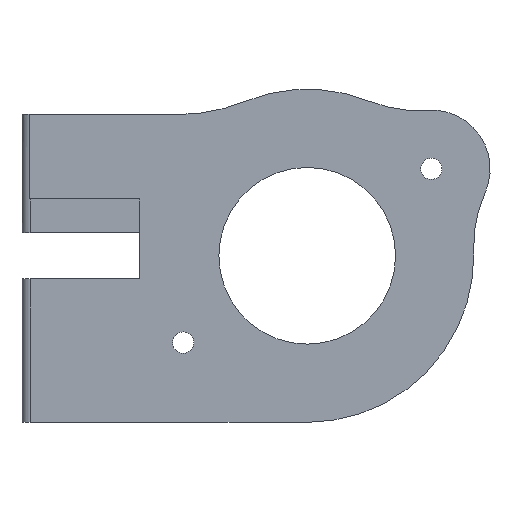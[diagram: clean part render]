
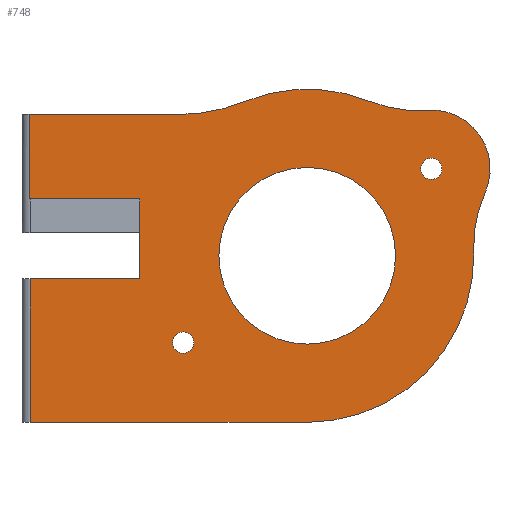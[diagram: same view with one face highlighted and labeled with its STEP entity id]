
A CAD part, front view. The second image highlights one B-rep face of the part: STEP entity #748.
In plain terms, the highlighted planar face has unit normal (0, -1, 0).
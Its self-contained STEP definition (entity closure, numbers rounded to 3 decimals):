
#19=FACE_BOUND('',#99,.T.);
#20=FACE_BOUND('',#100,.T.);
#21=FACE_BOUND('',#101,.T.);
#32=PLANE('',#812);
#54=FACE_OUTER_BOUND('',#98,.T.);
#98=EDGE_LOOP('',(#526,#527,#528,#529,#530,#531,#532,#533,#534,#535,#536,
#537,#538,#539));
#99=EDGE_LOOP('',(#540));
#100=EDGE_LOOP('',(#541));
#101=EDGE_LOOP('',(#542));
#150=LINE('',#1149,#214);
#154=LINE('',#1158,#218);
#157=LINE('',#1170,#221);
#158=LINE('',#1172,#222);
#159=LINE('',#1174,#223);
#160=LINE('',#1176,#224);
#161=LINE('',#1178,#225);
#162=LINE('',#1180,#226);
#214=VECTOR('',#907,10.);
#218=VECTOR('',#915,10.);
#221=VECTOR('',#926,10.);
#222=VECTOR('',#927,10.);
#223=VECTOR('',#928,10.);
#224=VECTOR('',#929,10.);
#225=VECTOR('',#930,10.);
#226=VECTOR('',#931,10.);
#283=CIRCLE('',#813,19.8);
#284=CIRCLE('',#814,15.);
#285=CIRCLE('',#815,7.);
#286=CIRCLE('',#816,15.);
#287=CIRCLE('',#817,19.8);
#288=CIRCLE('',#818,20.);
#289=CIRCLE('',#819,10.5);
#290=CIRCLE('',#820,1.265);
#291=CIRCLE('',#821,1.265);
#323=VERTEX_POINT('',#1138);
#328=VERTEX_POINT('',#1147);
#331=VERTEX_POINT('',#1157);
#336=VERTEX_POINT('',#1169);
#337=VERTEX_POINT('',#1171);
#338=VERTEX_POINT('',#1173);
#339=VERTEX_POINT('',#1175);
#340=VERTEX_POINT('',#1177);
#341=VERTEX_POINT('',#1179);
#342=VERTEX_POINT('',#1181);
#343=VERTEX_POINT('',#1183);
#344=VERTEX_POINT('',#1185);
#345=VERTEX_POINT('',#1187);
#346=VERTEX_POINT('',#1189);
#347=VERTEX_POINT('',#1192);
#348=VERTEX_POINT('',#1194);
#349=VERTEX_POINT('',#1196);
#402=EDGE_CURVE('',#328,#323,#150,.T.);
#406=EDGE_CURVE('',#331,#323,#154,.T.);
#412=EDGE_CURVE('',#328,#336,#157,.T.);
#413=EDGE_CURVE('',#336,#337,#158,.T.);
#414=EDGE_CURVE('',#337,#338,#159,.T.);
#415=EDGE_CURVE('',#338,#339,#160,.T.);
#416=EDGE_CURVE('',#340,#339,#161,.T.);
#417=EDGE_CURVE('',#340,#341,#162,.T.);
#418=EDGE_CURVE('',#341,#342,#283,.T.);
#419=EDGE_CURVE('',#343,#342,#284,.T.);
#420=EDGE_CURVE('',#344,#343,#285,.T.);
#421=EDGE_CURVE('',#345,#344,#286,.T.);
#422=EDGE_CURVE('',#345,#346,#287,.T.);
#423=EDGE_CURVE('',#331,#346,#288,.T.);
#424=EDGE_CURVE('',#347,#347,#289,.T.);
#425=EDGE_CURVE('',#348,#348,#290,.T.);
#426=EDGE_CURVE('',#349,#349,#291,.T.);
#526=ORIENTED_EDGE('',*,*,#402,.F.);
#527=ORIENTED_EDGE('',*,*,#412,.T.);
#528=ORIENTED_EDGE('',*,*,#413,.T.);
#529=ORIENTED_EDGE('',*,*,#414,.T.);
#530=ORIENTED_EDGE('',*,*,#415,.T.);
#531=ORIENTED_EDGE('',*,*,#416,.F.);
#532=ORIENTED_EDGE('',*,*,#417,.T.);
#533=ORIENTED_EDGE('',*,*,#418,.T.);
#534=ORIENTED_EDGE('',*,*,#419,.F.);
#535=ORIENTED_EDGE('',*,*,#420,.F.);
#536=ORIENTED_EDGE('',*,*,#421,.F.);
#537=ORIENTED_EDGE('',*,*,#422,.T.);
#538=ORIENTED_EDGE('',*,*,#423,.F.);
#539=ORIENTED_EDGE('',*,*,#406,.T.);
#540=ORIENTED_EDGE('',*,*,#424,.F.);
#541=ORIENTED_EDGE('',*,*,#425,.T.);
#542=ORIENTED_EDGE('',*,*,#426,.T.);
#748=ADVANCED_FACE('',(#54,#19,#20,#21),#32,.T.);
#812=AXIS2_PLACEMENT_3D('',#1168,#924,#925);
#813=AXIS2_PLACEMENT_3D('',#1182,#932,#933);
#814=AXIS2_PLACEMENT_3D('',#1184,#934,#935);
#815=AXIS2_PLACEMENT_3D('',#1186,#936,#937);
#816=AXIS2_PLACEMENT_3D('',#1188,#938,#939);
#817=AXIS2_PLACEMENT_3D('',#1190,#940,#941);
#818=AXIS2_PLACEMENT_3D('',#1191,#942,#943);
#819=AXIS2_PLACEMENT_3D('',#1193,#944,#945);
#820=AXIS2_PLACEMENT_3D('',#1195,#946,#947);
#821=AXIS2_PLACEMENT_3D('',#1197,#948,#949);
#907=DIRECTION('',(0.,0.,1.));
#915=DIRECTION('',(-1.,0.,0.));
#924=DIRECTION('center_axis',(0.,-1.,0.));
#925=DIRECTION('ref_axis',(0.,0.,-1.));
#926=DIRECTION('',(1.,0.,0.));
#927=DIRECTION('',(0.,0.,-1.));
#928=DIRECTION('',(0.,0.,-1.));
#929=DIRECTION('',(-1.,0.,0.));
#930=DIRECTION('',(0.,0.,1.));
#931=DIRECTION('',(1.,0.,0.));
#932=DIRECTION('center_axis',(0.,-1.,0.));
#933=DIRECTION('ref_axis',(-0.529,0.,0.848));
#934=DIRECTION('center_axis',(0.,-1.,0.));
#935=DIRECTION('ref_axis',(-0.981,0.,0.194));
#936=DIRECTION('center_axis',(0.,1.,0.));
#937=DIRECTION('ref_axis',(-0.919,0.,0.394));
#938=DIRECTION('center_axis',(0.,-1.,0.));
#939=DIRECTION('ref_axis',(-0.153,0.,-0.988));
#940=DIRECTION('center_axis',(0.,-1.,0.));
#941=DIRECTION('ref_axis',(-0.529,0.,0.848));
#942=DIRECTION('center_axis',(0.,-1.,0.));
#943=DIRECTION('ref_axis',(0.194,0.,-0.981));
#944=DIRECTION('center_axis',(0.,-1.,0.));
#945=DIRECTION('ref_axis',(1.,0.,0.));
#946=DIRECTION('center_axis',(0.,1.,0.));
#947=DIRECTION('ref_axis',(0.,0.,1.));
#948=DIRECTION('center_axis',(0.,1.,0.));
#949=DIRECTION('ref_axis',(0.,0.,1.));
#1138=CARTESIAN_POINT('',(-33.054,0.,16.8));
#1147=CARTESIAN_POINT('',(-33.054,0.,6.75));
#1149=CARTESIAN_POINT('',(-33.054,0.,-8.525));
#1157=CARTESIAN_POINT('',(-15.159,0.,16.8));
#1158=CARTESIAN_POINT('',(-16.95,0.,16.8));
#1168=CARTESIAN_POINT('Origin',(0.,0.,-10.5));
#1169=CARTESIAN_POINT('',(-19.9,0.,6.75));
#1170=CARTESIAN_POINT('',(-13.45,0.,6.75));
#1171=CARTESIAN_POINT('',(-19.9,0.,2.75));
#1172=CARTESIAN_POINT('',(-19.9,0.,-3.875));
#1173=CARTESIAN_POINT('',(-19.9,0.,-2.75));
#1174=CARTESIAN_POINT('',(-19.9,0.,-6.625));
#1175=CARTESIAN_POINT('',(-32.9,0.,-2.75));
#1176=CARTESIAN_POINT('',(-16.95,0.,-2.75));
#1177=CARTESIAN_POINT('',(-32.9,0.,-19.8));
#1178=CARTESIAN_POINT('',(-32.9,0.,-15.15));
#1179=CARTESIAN_POINT('',(0.,0.,-19.8));
#1180=CARTESIAN_POINT('',(-33.9,0.,-19.8));
#1181=CARTESIAN_POINT('',(19.788,0.,0.701));
#1182=CARTESIAN_POINT('Origin',(0.,0.,0.));
#1183=CARTESIAN_POINT('',(21.119,0.,7.432));
#1184=CARTESIAN_POINT('Origin',(34.778,0.,1.233));
#1185=CARTESIAN_POINT('',(14.206,0.,17.304));
#1186=CARTESIAN_POINT('Origin',(14.745,0.,10.324));
#1187=CARTESIAN_POINT('',(7.427,0.,18.354));
#1188=CARTESIAN_POINT('Origin',(13.053,0.,32.259));
#1189=CARTESIAN_POINT('',(-7.541,0.,18.308));
#1190=CARTESIAN_POINT('Origin',(0.,0.,0.));
#1191=CARTESIAN_POINT('Origin',(-15.159,0.,36.8));
#1192=CARTESIAN_POINT('',(0.,0.,10.5));
#1193=CARTESIAN_POINT('Origin',(0.,0.,0.));
#1194=CARTESIAN_POINT('',(14.745,0.,9.06));
#1195=CARTESIAN_POINT('Origin',(14.745,0.,10.324));
#1196=CARTESIAN_POINT('',(-14.745,0.,-11.589));
#1197=CARTESIAN_POINT('Origin',(-14.745,0.,-10.324));
